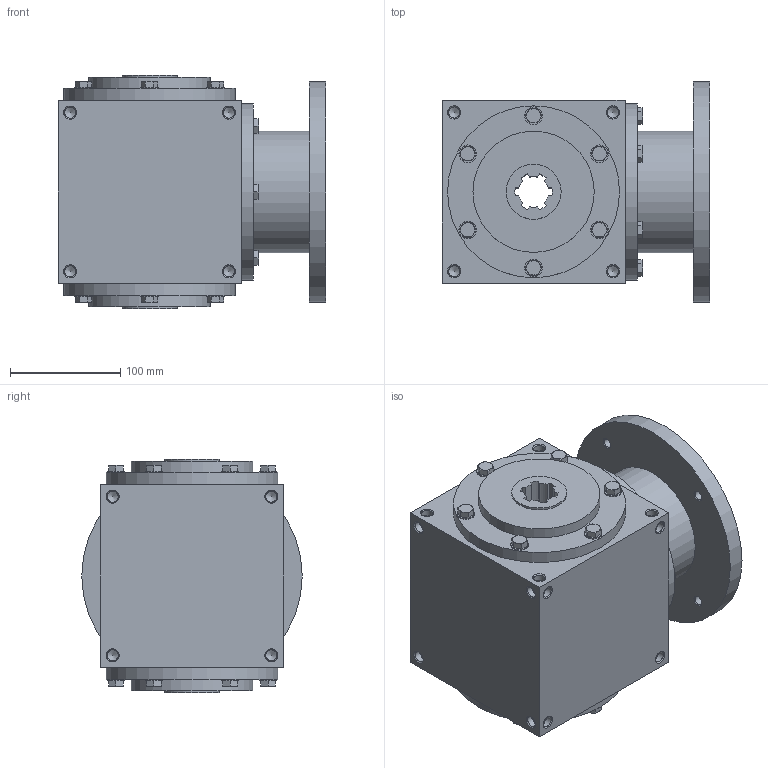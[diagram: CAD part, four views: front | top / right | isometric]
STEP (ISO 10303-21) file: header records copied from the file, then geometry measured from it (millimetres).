
FILE_DESCRIPTION( ( 'STEP AP214' ), '1' );
FILE_NAME( 'MRB166_MC1_R.1_1_90_B5.stp', '2018-08-14T09:01:02', ( '' ), ( '' ), ' ', 'PARTsolutions', ' ' );
FILE_SCHEMA( ( 'AUTOMOTIVE_DESIGN { 1 0 10303 214 1 1 1 1 }' ) );
Length unit declared in the file: millimetre
Products named in the file (5): MRB166_MC1_R.1/1_90/B5; _MRB16610-case; _MRX166_7-flange; _166-fl_screw; _RC_RR166-screw
Assembly tree (20 placements, depth 2):
  MRB166_MC1_R.1/1_90/B5
    _MRB16610-case
    _MRX166_7-flange
    _166-fl_screw  x6
    _RC_RR166-screw  x12
Bounding box: 243 x 200 x 212 mm (x, y, z)
Volume: 5981766.9 mm3; surface area: 365195.8 mm2
Topology: 20 solids, 20 shells, 469 faces, 1149 edges, 713 vertices
Faces by surface type: plane 204, cone 164, cylinder 101
Full cylindrical faces by diameter (mm): 8.376 x4, 10.106 x48, 16 x12, 40 x1, 42 x1, 50 x2, 110 x3, 130 x1, 156 x2, 160 x1, 200 x1
Entity records: 8266 total; most frequent: DIRECTION 1174, CARTESIAN_POINT 1168, ORIENTED_EDGE 876, AXIS2_PLACEMENT_3D 516, EDGE_CURVE 438, EDGE_LOOP 368, VERTEX_POINT 350, FACE_OUTER_BOUND 288
